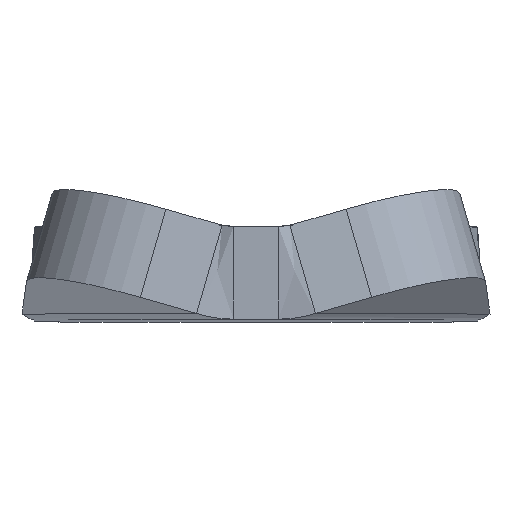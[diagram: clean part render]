
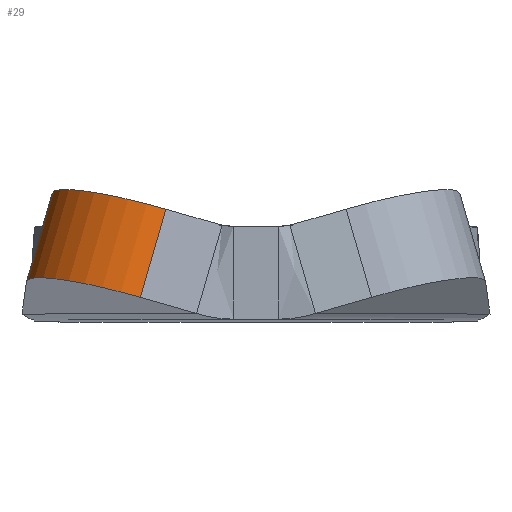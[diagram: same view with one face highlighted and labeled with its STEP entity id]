
A CAD part, top view. The second image highlights one B-rep face of the part: STEP entity #29.
In plain terms, the highlighted cylindrical face has radius 5 mm (diameter 10 mm), a partial arc.
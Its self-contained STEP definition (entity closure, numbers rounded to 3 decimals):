
#13 = VECTOR ( 'NONE', #707, 1000. ) ;
#29 = ADVANCED_FACE ( 'NONE', ( #643 ), #63, .T. ) ;
#63 = CYLINDRICAL_SURFACE ( 'NONE', #999, 5. ) ;
#107 = AXIS2_PLACEMENT_3D ( 'NONE', #308, #562, #1050 ) ;
#126 = CARTESIAN_POINT ( 'NONE',  ( -9.89, -2.36, 68.271 ) ) ;
#135 = CARTESIAN_POINT ( 'NONE',  ( -3.886, 0.745, 72.666 ) ) ;
#308 = CARTESIAN_POINT ( 'NONE',  ( -3.984, 0.051, 67.715 ) ) ;
#321 = ORIENTED_EDGE ( 'NONE', *, *, #869, .F. ) ;
#356 = EDGE_CURVE ( 'NONE', #832, #1040, #990, .T. ) ;
#410 = ORIENTED_EDGE ( 'NONE', *, *, #1073, .T. ) ;
#412 = LINE ( 'NONE', #126, #13 ) ;
#415 = CARTESIAN_POINT ( 'NONE',  ( -3.886, 0.745, 72.666 ) ) ;
#455 = DIRECTION ( 'NONE',  ( -0.96, 0.279, 0. ) ) ;
#463 = DIRECTION ( 'NONE',  ( 0.276, 0.951, -0.139 ) ) ;
#478 = DIRECTION ( 'NONE',  ( -0.96, 0.279, 0. ) ) ;
#495 = ORIENTED_EDGE ( 'NONE', *, *, #356, .F. ) ;
#562 = DIRECTION ( 'NONE',  ( -0.276, -0.951, 0.139 ) ) ;
#643 = FACE_OUTER_BOUND ( 'NONE', #878, .T. ) ;
#672 = EDGE_CURVE ( 'NONE', #920, #1040, #679, .T. ) ;
#679 = CIRCLE ( 'NONE', #1237, 5. ) ;
#707 = DIRECTION ( 'NONE',  ( 0.276, 0.951, -0.139 ) ) ;
#709 = DIRECTION ( 'NONE',  ( -0.276, -0.951, 0.139 ) ) ;
#720 = CARTESIAN_POINT ( 'NONE',  ( -9.89, -2.36, 68.271 ) ) ;
#751 = CARTESIAN_POINT ( 'NONE',  ( -4.99, -3.059, 73.221 ) ) ;
#832 = VERTEX_POINT ( 'NONE', #135 ) ;
#852 = ORIENTED_EDGE ( 'NONE', *, *, #672, .T. ) ;
#855 = DIRECTION ( 'NONE',  ( 0.276, 0.951, -0.139 ) ) ;
#861 = CIRCLE ( 'NONE', #107, 5. ) ;
#869 = EDGE_CURVE ( 'NONE', #920, #1135, #412, .T. ) ;
#871 = CARTESIAN_POINT ( 'NONE',  ( -5.088, -3.753, 68.271 ) ) ;
#878 = EDGE_LOOP ( 'NONE', ( #321, #852, #495, #410 ) ) ;
#920 = VERTEX_POINT ( 'NONE', #720 ) ;
#962 = VECTOR ( 'NONE', #709, 1000. ) ;
#990 = LINE ( 'NONE', #415, #962 ) ;
#999 = AXIS2_PLACEMENT_3D ( 'NONE', #1133, #463, #455 ) ;
#1040 = VERTEX_POINT ( 'NONE', #751 ) ;
#1050 = DIRECTION ( 'NONE',  ( -0.96, 0.279, 0. ) ) ;
#1055 = CARTESIAN_POINT ( 'NONE',  ( -8.786, 1.445, 67.715 ) ) ;
#1073 = EDGE_CURVE ( 'NONE', #832, #1135, #861, .T. ) ;
#1133 = CARTESIAN_POINT ( 'NONE',  ( -5.088, -3.753, 68.271 ) ) ;
#1135 = VERTEX_POINT ( 'NONE', #1055 ) ;
#1237 = AXIS2_PLACEMENT_3D ( 'NONE', #871, #855, #478 ) ;
